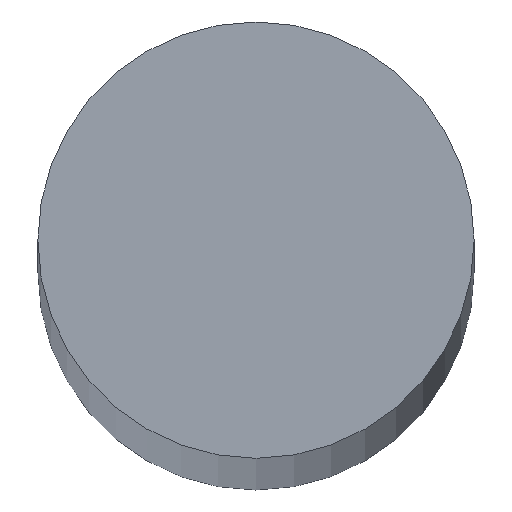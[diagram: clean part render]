
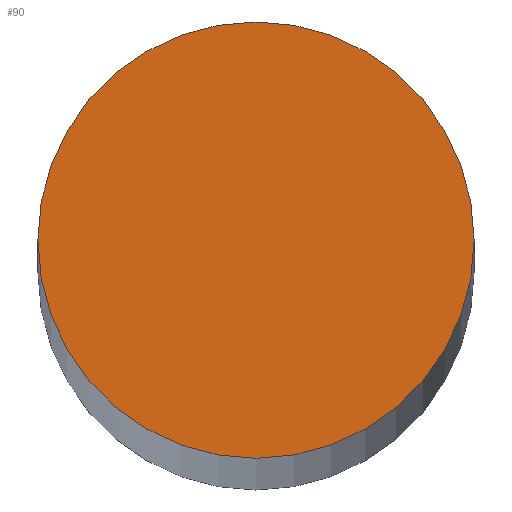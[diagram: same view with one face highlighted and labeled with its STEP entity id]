
A CAD part, top view. The second image highlights one B-rep face of the part: STEP entity #90.
In plain terms, the highlighted planar face has unit normal (0, 0, 1).
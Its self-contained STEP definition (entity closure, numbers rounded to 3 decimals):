
#14 = AXIS2_PLACEMENT_3D ( 'NONE', #29, #123, #133 ) ;
#17 = CIRCLE ( 'NONE', #14, 30. ) ;
#22 = DIRECTION ( 'NONE',  ( 0., 0., 1. ) ) ;
#26 = VERTEX_POINT ( 'NONE', #49 ) ;
#29 = CARTESIAN_POINT ( 'NONE',  ( 0., 0., 2500. ) ) ;
#40 = DIRECTION ( 'NONE',  ( 1., 0., 0. ) ) ;
#47 = CIRCLE ( 'NONE', #72, 30. ) ;
#48 = ORIENTED_EDGE ( 'NONE', *, *, #57, .T. ) ;
#49 = CARTESIAN_POINT ( 'NONE',  ( 30., 0., 2500. ) ) ;
#52 = CARTESIAN_POINT ( 'NONE',  ( -30., 0., 2500. ) ) ;
#53 = CARTESIAN_POINT ( 'NONE',  ( 0., 0., 2500. ) ) ;
#57 = EDGE_CURVE ( 'NONE', #129, #26, #17, .T. ) ;
#62 = FACE_OUTER_BOUND ( 'NONE', #120, .T. ) ;
#71 = ORIENTED_EDGE ( 'NONE', *, *, #113, .T. ) ;
#72 = AXIS2_PLACEMENT_3D ( 'NONE', #53, #107, #125 ) ;
#90 = ADVANCED_FACE ( 'NONE', ( #62 ), #109, .T. ) ;
#107 = DIRECTION ( 'NONE',  ( 0., 0., 1. ) ) ;
#109 = PLANE ( 'NONE',  #118 ) ;
#113 = EDGE_CURVE ( 'NONE', #26, #129, #47, .T. ) ;
#118 = AXIS2_PLACEMENT_3D ( 'NONE', #121, #22, #40 ) ;
#120 = EDGE_LOOP ( 'NONE', ( #48, #71 ) ) ;
#121 = CARTESIAN_POINT ( 'NONE',  ( 0., 0., 2500. ) ) ;
#123 = DIRECTION ( 'NONE',  ( 0., 0., 1. ) ) ;
#125 = DIRECTION ( 'NONE',  ( 1., 0., 0. ) ) ;
#129 = VERTEX_POINT ( 'NONE', #52 ) ;
#133 = DIRECTION ( 'NONE',  ( 1., 0., 0. ) ) ;
